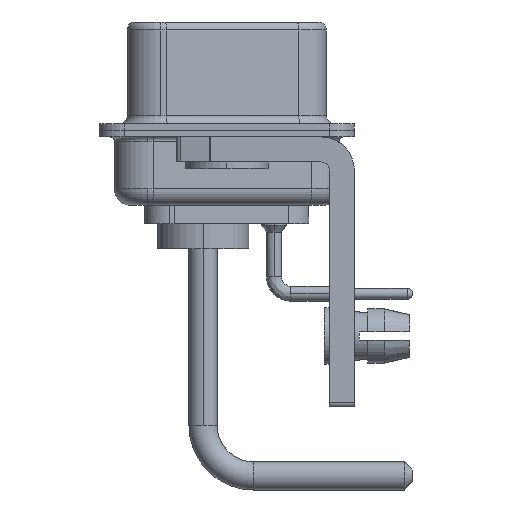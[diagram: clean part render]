
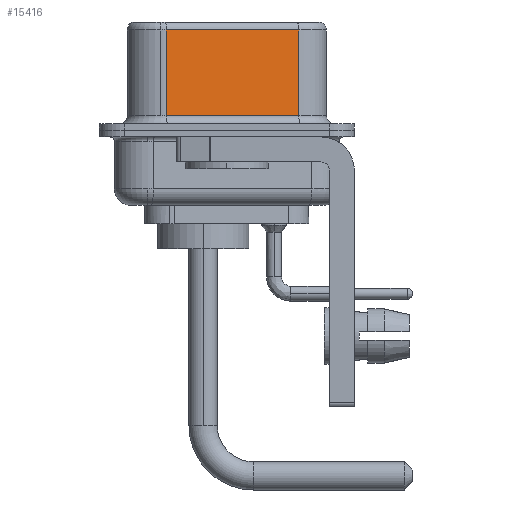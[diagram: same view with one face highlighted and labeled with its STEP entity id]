
A CAD part, left-side view. The second image highlights one B-rep face of the part: STEP entity #15416.
In plain terms, the highlighted planar face has unit normal (-0.985, -0.174, 0).
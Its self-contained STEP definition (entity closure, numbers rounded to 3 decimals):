
#200 = CARTESIAN_POINT ( 'NONE',  ( 3.73, 3.628, 6.52 ) ) ;
#1018 = VERTEX_POINT ( 'NONE', #5495 ) ;
#1157 = CARTESIAN_POINT ( 'NONE',  ( 5.132, -4.322, 6.52 ) ) ;
#1211 = CARTESIAN_POINT ( 'NONE',  ( 5.132, -4.322, 6.02 ) ) ;
#3381 = LINE ( 'NONE', #1211, #20064 ) ;
#3599 = VECTOR ( 'NONE', #23323, 1000. ) ;
#5108 = EDGE_CURVE ( 'NONE', #1018, #15185, #3381, .T. ) ;
#5125 = CARTESIAN_POINT ( 'NONE',  ( 3.73, 3.628, 0.9 ) ) ;
#5370 = DIRECTION ( 'NONE',  ( 0.985, 0.174, 0. ) ) ;
#5392 = EDGE_LOOP ( 'NONE', ( #22984, #18870, #20449, #13209 ) ) ;
#5495 = CARTESIAN_POINT ( 'NONE',  ( 5.132, -4.322, 6.02 ) ) ;
#7162 = EDGE_CURVE ( 'NONE', #11622, #24172, #20179, .T. ) ;
#8641 = AXIS2_PLACEMENT_3D ( 'NONE', #12082, #5370, #11338 ) ;
#9069 = DIRECTION ( 'NONE',  ( -0.174, 0.985, 0. ) ) ;
#9305 = DIRECTION ( 'NONE',  ( 0., 0., -1. ) ) ;
#10232 = CARTESIAN_POINT ( 'NONE',  ( 5.132, -4.322, 0.9 ) ) ;
#11338 = DIRECTION ( 'NONE',  ( -0.174, 0.985, 0. ) ) ;
#11622 = VERTEX_POINT ( 'NONE', #5125 ) ;
#11835 = FACE_OUTER_BOUND ( 'NONE', #5392, .T. ) ;
#12082 = CARTESIAN_POINT ( 'NONE',  ( 5.132, -4.322, 6.52 ) ) ;
#12752 = LINE ( 'NONE', #1157, #13471 ) ;
#13209 = ORIENTED_EDGE ( 'NONE', *, *, #7162, .T. ) ;
#13471 = VECTOR ( 'NONE', #9305, 1000. ) ;
#15185 = VERTEX_POINT ( 'NONE', #18526 ) ;
#15416 = ADVANCED_FACE ( 'NONE', ( #11835 ), #21289, .F. ) ;
#16310 = VECTOR ( 'NONE', #21786, 1000. ) ;
#17541 = EDGE_CURVE ( 'NONE', #15185, #11622, #20667, .T. ) ;
#18526 = CARTESIAN_POINT ( 'NONE',  ( 3.73, 3.628, 6.02 ) ) ;
#18870 = ORIENTED_EDGE ( 'NONE', *, *, #5108, .T. ) ;
#20064 = VECTOR ( 'NONE', #9069, 1000. ) ;
#20179 = LINE ( 'NONE', #22166, #16310 ) ;
#20364 = EDGE_CURVE ( 'NONE', #1018, #24172, #12752, .T. ) ;
#20449 = ORIENTED_EDGE ( 'NONE', *, *, #17541, .T. ) ;
#20667 = LINE ( 'NONE', #200, #3599 ) ;
#21289 = PLANE ( 'NONE',  #8641 ) ;
#21786 = DIRECTION ( 'NONE',  ( 0.174, -0.985, 0. ) ) ;
#22166 = CARTESIAN_POINT ( 'NONE',  ( 5.132, -4.322, 0.9 ) ) ;
#22984 = ORIENTED_EDGE ( 'NONE', *, *, #20364, .F. ) ;
#23323 = DIRECTION ( 'NONE',  ( 0., 0., -1. ) ) ;
#24172 = VERTEX_POINT ( 'NONE', #10232 ) ;
